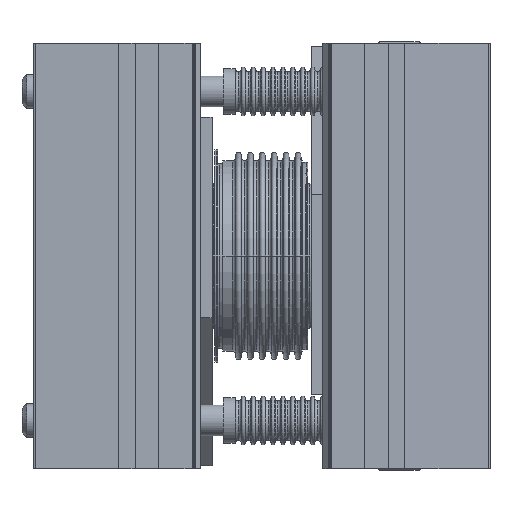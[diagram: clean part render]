
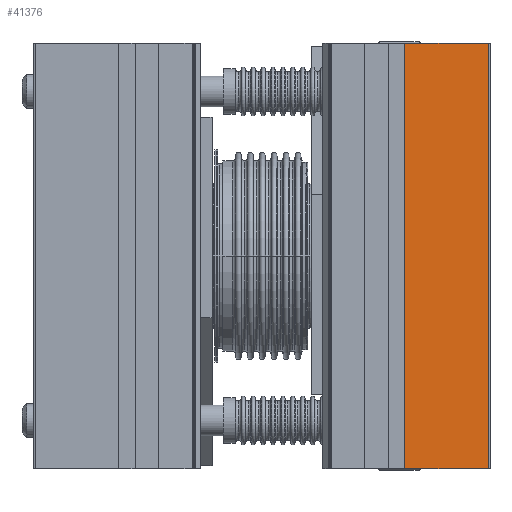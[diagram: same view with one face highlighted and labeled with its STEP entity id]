
A CAD part, left-side view. The second image highlights one B-rep face of the part: STEP entity #41376.
In plain terms, the highlighted planar face has unit normal (-0.999, -0.034, 0).
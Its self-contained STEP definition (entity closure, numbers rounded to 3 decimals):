
#1204 = DIRECTION ( 'NONE',  ( 0.999, 0.034, 0. ) ) ;
#1763 = VECTOR ( 'NONE', #37879, 1000. ) ;
#1809 = LINE ( 'NONE', #32085, #21706 ) ;
#4774 = VERTEX_POINT ( 'NONE', #25206 ) ;
#5172 = PLANE ( 'NONE',  #39492 ) ;
#5386 = EDGE_LOOP ( 'NONE', ( #51987, #41772, #36250, #37634 ) ) ;
#5627 = CARTESIAN_POINT ( 'NONE',  ( -83.15, -58.35, 75. ) ) ;
#7958 = DIRECTION ( 'NONE',  ( 0.034, -0.999, 0. ) ) ;
#8735 = VERTEX_POINT ( 'NONE', #5627 ) ;
#10743 = CARTESIAN_POINT ( 'NONE',  ( -84.157, -28.994, 75. ) ) ;
#15458 = VERTEX_POINT ( 'NONE', #10743 ) ;
#15628 = CARTESIAN_POINT ( 'NONE',  ( -84.157, -28.994, -75. ) ) ;
#17875 = VERTEX_POINT ( 'NONE', #15628 ) ;
#19963 = DIRECTION ( 'NONE',  ( 0., 0., -1. ) ) ;
#21706 = VECTOR ( 'NONE', #24298, 1000. ) ;
#24298 = DIRECTION ( 'NONE',  ( 0., 0., -1. ) ) ;
#24880 = LINE ( 'NONE', #45238, #1763 ) ;
#25206 = CARTESIAN_POINT ( 'NONE',  ( -83.15, -58.35, -75. ) ) ;
#26199 = LINE ( 'NONE', #27618, #35632 ) ;
#27514 = EDGE_CURVE ( 'NONE', #8735, #4774, #1809, .T. ) ;
#27618 = CARTESIAN_POINT ( 'NONE',  ( -84.157, -28.994, 75. ) ) ;
#27934 = LINE ( 'NONE', #40898, #46390 ) ;
#32085 = CARTESIAN_POINT ( 'NONE',  ( -83.15, -58.35, 75. ) ) ;
#33534 = CARTESIAN_POINT ( 'NONE',  ( -84.157, -28.994, 75. ) ) ;
#34713 = FACE_OUTER_BOUND ( 'NONE', #5386, .T. ) ;
#35632 = VECTOR ( 'NONE', #19963, 1000. ) ;
#36250 = ORIENTED_EDGE ( 'NONE', *, *, #37491, .F. ) ;
#37491 = EDGE_CURVE ( 'NONE', #15458, #8735, #24880, .T. ) ;
#37634 = ORIENTED_EDGE ( 'NONE', *, *, #49981, .T. ) ;
#37879 = DIRECTION ( 'NONE',  ( 0.034, -0.999, 0. ) ) ;
#39492 = AXIS2_PLACEMENT_3D ( 'NONE', #33534, #1204, #46323 ) ;
#40734 = EDGE_CURVE ( 'NONE', #17875, #4774, #27934, .T. ) ;
#40898 = CARTESIAN_POINT ( 'NONE',  ( -84.157, -28.994, -75. ) ) ;
#41376 = ADVANCED_FACE ( 'NONE', ( #34713 ), #5172, .F. ) ;
#41772 = ORIENTED_EDGE ( 'NONE', *, *, #27514, .F. ) ;
#45238 = CARTESIAN_POINT ( 'NONE',  ( -84.157, -28.994, 75. ) ) ;
#46323 = DIRECTION ( 'NONE',  ( -0.034, 0.999, 0. ) ) ;
#46390 = VECTOR ( 'NONE', #7958, 1000. ) ;
#49981 = EDGE_CURVE ( 'NONE', #15458, #17875, #26199, .T. ) ;
#51987 = ORIENTED_EDGE ( 'NONE', *, *, #40734, .T. ) ;
